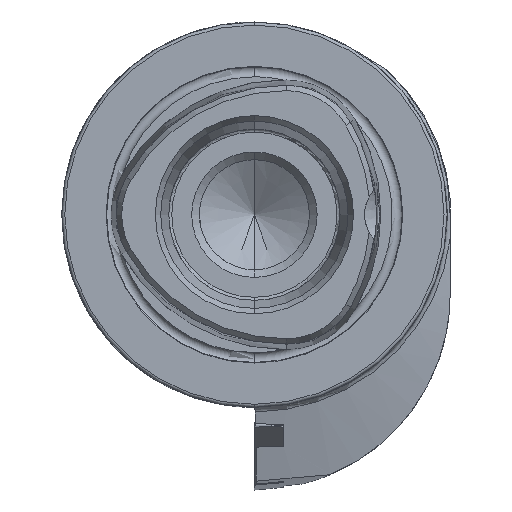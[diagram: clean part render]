
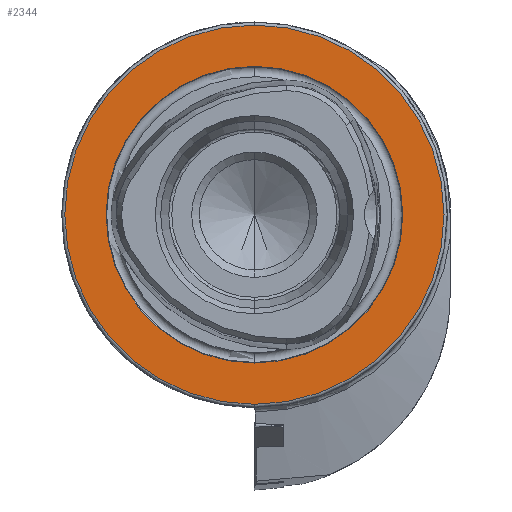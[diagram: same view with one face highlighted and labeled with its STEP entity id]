
A CAD part, left-side view. The second image highlights one B-rep face of the part: STEP entity #2344.
In plain terms, the highlighted planar face has unit normal (-1, 0, 0).
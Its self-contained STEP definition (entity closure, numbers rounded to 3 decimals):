
#90 = CARTESIAN_POINT ( 'NONE',  ( 0., 0., 0. ) ) ;
#172 = EDGE_LOOP ( 'NONE', ( #8677, #976 ) ) ;
#274 = CARTESIAN_POINT ( 'NONE',  ( 0., 0., 24.25 ) ) ;
#577 = CARTESIAN_POINT ( 'NONE',  ( 0., 0., 0. ) ) ;
#960 = ORIENTED_EDGE ( 'NONE', *, *, #7355, .T. ) ;
#976 = ORIENTED_EDGE ( 'NONE', *, *, #3955, .F. ) ;
#1120 = AXIS2_PLACEMENT_3D ( 'NONE', #577, #4207, #9401 ) ;
#1460 = DIRECTION ( 'NONE',  ( -1., 0., 0. ) ) ;
#1541 = PLANE ( 'NONE',  #5515 ) ;
#1552 = DIRECTION ( 'NONE',  ( 0., 0., 1. ) ) ;
#1972 = EDGE_LOOP ( 'NONE', ( #6663, #960 ) ) ;
#2190 = CIRCLE ( 'NONE', #6797, 24.25 ) ;
#2267 = DIRECTION ( 'NONE',  ( 1., 0., 0. ) ) ;
#2344 = ADVANCED_FACE ( 'NONE', ( #3458, #6538 ), #1541, .F. ) ;
#2628 = CIRCLE ( 'NONE', #5899, 31. ) ;
#3187 = AXIS2_PLACEMENT_3D ( 'NONE', #90, #1460, #1552 ) ;
#3458 = FACE_BOUND ( 'NONE', #172, .T. ) ;
#3694 = VERTEX_POINT ( 'NONE', #274 ) ;
#3725 = CIRCLE ( 'NONE', #1120, 31. ) ;
#3931 = CARTESIAN_POINT ( 'NONE',  ( 0., 0., 0. ) ) ;
#3955 = EDGE_CURVE ( 'NONE', #6036, #3694, #2190, .T. ) ;
#3980 = EDGE_CURVE ( 'NONE', #3694, #6036, #8771, .T. ) ;
#4080 = CARTESIAN_POINT ( 'NONE',  ( 0., 0., 31. ) ) ;
#4207 = DIRECTION ( 'NONE',  ( -1., 0., 0. ) ) ;
#4288 = DIRECTION ( 'NONE',  ( 0., 0., 1. ) ) ;
#4512 = CARTESIAN_POINT ( 'NONE',  ( 0., 0., -24.25 ) ) ;
#4705 = DIRECTION ( 'NONE',  ( -1., 0., 0. ) ) ;
#5072 = EDGE_CURVE ( 'NONE', #6405, #7279, #2628, .T. ) ;
#5182 = DIRECTION ( 'NONE',  ( 0., 0., -1. ) ) ;
#5515 = AXIS2_PLACEMENT_3D ( 'NONE', #6615, #2267, #5182 ) ;
#5899 = AXIS2_PLACEMENT_3D ( 'NONE', #3931, #4705, #6178 ) ;
#6036 = VERTEX_POINT ( 'NONE', #4512 ) ;
#6178 = DIRECTION ( 'NONE',  ( 0., 0., 1. ) ) ;
#6405 = VERTEX_POINT ( 'NONE', #4080 ) ;
#6538 = FACE_OUTER_BOUND ( 'NONE', #1972, .T. ) ;
#6615 = CARTESIAN_POINT ( 'NONE',  ( 0., 24.25, 0. ) ) ;
#6663 = ORIENTED_EDGE ( 'NONE', *, *, #5072, .T. ) ;
#6797 = AXIS2_PLACEMENT_3D ( 'NONE', #8740, #8650, #4288 ) ;
#7279 = VERTEX_POINT ( 'NONE', #7770 ) ;
#7355 = EDGE_CURVE ( 'NONE', #7279, #6405, #3725, .T. ) ;
#7770 = CARTESIAN_POINT ( 'NONE',  ( 0., 0., -31. ) ) ;
#8650 = DIRECTION ( 'NONE',  ( -1., 0., 0. ) ) ;
#8677 = ORIENTED_EDGE ( 'NONE', *, *, #3980, .F. ) ;
#8740 = CARTESIAN_POINT ( 'NONE',  ( 0., 0., 0. ) ) ;
#8771 = CIRCLE ( 'NONE', #3187, 24.25 ) ;
#9401 = DIRECTION ( 'NONE',  ( 0., 0., 1. ) ) ;
